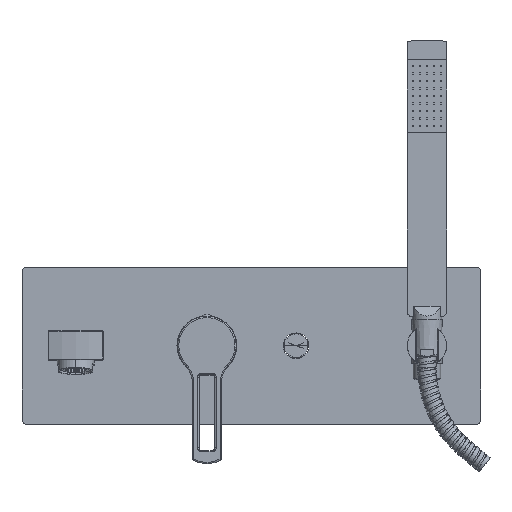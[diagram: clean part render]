
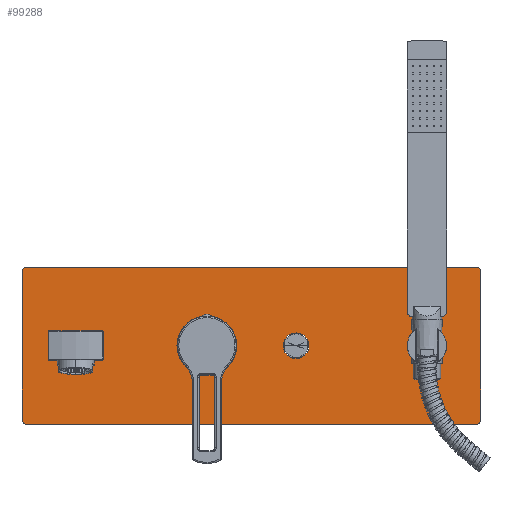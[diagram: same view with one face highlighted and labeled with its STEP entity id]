
A CAD part, top view. The second image highlights one B-rep face of the part: STEP entity #99288.
In plain terms, the highlighted planar face has unit normal (0, 0, 1).
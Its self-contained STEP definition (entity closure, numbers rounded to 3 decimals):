
#57815=CARTESIAN_POINT('',(-137.,-56.,46.));
#57816=DIRECTION('',(0.,0.,1.));
#57817=DIRECTION('',(-1.,0.,0.));
#57818=AXIS2_PLACEMENT_3D('',#57815,#57816,#57817);
#57820=DIRECTION('',(0.,-1.,0.));
#57821=VECTOR('',#57820,112.);
#57822=CARTESIAN_POINT('',(-141.,56.,46.));
#57823=LINE('',#57822,#57821);
#57824=CARTESIAN_POINT('',(-137.,56.,46.));
#57825=DIRECTION('',(0.,0.,1.));
#57826=DIRECTION('',(0.,1.,0.));
#57827=AXIS2_PLACEMENT_3D('',#57824,#57825,#57826);
#57829=DIRECTION('',(-1.,0.,0.));
#57830=VECTOR('',#57829,342.);
#57831=CARTESIAN_POINT('',(205.,60.,46.));
#57832=LINE('',#57831,#57830);
#57833=CARTESIAN_POINT('',(205.,56.,46.));
#57834=DIRECTION('',(0.,0.,1.));
#57835=DIRECTION('',(1.,0.,0.));
#57836=AXIS2_PLACEMENT_3D('',#57833,#57834,#57835);
#57838=DIRECTION('',(0.,1.,0.));
#57839=VECTOR('',#57838,112.);
#57840=CARTESIAN_POINT('',(209.,-56.,46.));
#57841=LINE('',#57840,#57839);
#57842=CARTESIAN_POINT('',(205.,-56.,46.));
#57843=DIRECTION('',(0.,0.,1.));
#57844=DIRECTION('',(0.,-1.,0.));
#57845=AXIS2_PLACEMENT_3D('',#57842,#57843,#57844);
#57847=DIRECTION('',(1.,0.,0.));
#57848=VECTOR('',#57847,342.);
#57849=CARTESIAN_POINT('',(-137.,-60.,46.));
#57850=LINE('',#57849,#57848);
#57851=CARTESIAN_POINT('',(0.,0.,46.));
#57852=DIRECTION('',(0.,0.,-1.));
#57853=DIRECTION('',(0.,1.,0.));
#57854=AXIS2_PLACEMENT_3D('',#57851,#57852,#57853);
#57856=CARTESIAN_POINT('',(0.,0.,46.));
#57857=DIRECTION('',(0.,0.,-1.));
#57858=DIRECTION('',(0.,-1.,0.));
#57859=AXIS2_PLACEMENT_3D('',#57856,#57857,#57858);
#57861=CARTESIAN_POINT('',(68.,0.,46.));
#57862=DIRECTION('',(0.,0.,-1.));
#57863=DIRECTION('',(0.,1.,0.));
#57864=AXIS2_PLACEMENT_3D('',#57861,#57862,#57863);
#57866=CARTESIAN_POINT('',(68.,0.,46.));
#57867=DIRECTION('',(0.,0.,-1.));
#57868=DIRECTION('',(0.,-1.,0.));
#57869=AXIS2_PLACEMENT_3D('',#57866,#57867,#57868);
#57871=CARTESIAN_POINT('',(167.8,0.,46.));
#57872=DIRECTION('',(0.,0.,-1.));
#57873=DIRECTION('',(1.,0.,0.));
#57874=AXIS2_PLACEMENT_3D('',#57871,#57872,#57873);
#57876=CARTESIAN_POINT('',(167.8,0.,46.));
#57877=DIRECTION('',(0.,0.,-1.));
#57878=DIRECTION('',(-1.,0.,0.));
#57879=AXIS2_PLACEMENT_3D('',#57876,#57877,#57878);
#57881=DIRECTION('',(1.,0.,0.));
#57882=VECTOR('',#57881,41.533);
#57883=CARTESIAN_POINT('',(-120.767,-11.,46.));
#57884=LINE('',#57883,#57882);
#57885=CARTESIAN_POINT('',(-100.,0.,46.));
#57886=DIRECTION('',(0.,0.,-1.));
#57887=DIRECTION('',(0.894,-0.449,0.));
#57888=AXIS2_PLACEMENT_3D('',#57885,#57886,#57887);
#57890=DIRECTION('',(0.,1.,0.));
#57891=VECTOR('',#57890,21.095);
#57892=CARTESIAN_POINT('',(-79.,-10.548,46.));
#57893=LINE('',#57892,#57891);
#57894=CARTESIAN_POINT('',(-100.,0.,46.));
#57895=DIRECTION('',(0.,0.,-1.));
#57896=DIRECTION('',(0.884,0.468,0.));
#57897=AXIS2_PLACEMENT_3D('',#57894,#57895,#57896);
#57899=DIRECTION('',(1.,0.,0.));
#57900=VECTOR('',#57899,41.533);
#57901=CARTESIAN_POINT('',(-120.767,11.,46.));
#57902=LINE('',#57901,#57900);
#57903=CARTESIAN_POINT('',(-100.,0.,46.));
#57904=DIRECTION('',(0.,0.,-1.));
#57905=DIRECTION('',(-0.894,0.449,0.));
#57906=AXIS2_PLACEMENT_3D('',#57903,#57904,#57905);
#57908=DIRECTION('',(0.,1.,0.));
#57909=VECTOR('',#57908,21.095);
#57910=CARTESIAN_POINT('',(-121.,-10.548,46.));
#57911=LINE('',#57910,#57909);
#57912=CARTESIAN_POINT('',(-100.,0.,46.));
#57913=DIRECTION('',(0.,0.,-1.));
#57914=DIRECTION('',(-0.884,-0.468,0.));
#57915=AXIS2_PLACEMENT_3D('',#57912,#57913,#57914);
#90012=CARTESIAN_POINT('',(0.,22.8,46.));
#90013=CARTESIAN_POINT('',(0.,-22.8,46.));
#90014=VERTEX_POINT('',#90012);
#90015=VERTEX_POINT('',#90013);
#90016=CARTESIAN_POINT('',(68.,9.75,46.));
#90017=CARTESIAN_POINT('',(68.,-9.75,46.));
#90018=VERTEX_POINT('',#90016);
#90019=VERTEX_POINT('',#90017);
#90036=CARTESIAN_POINT('',(-141.,-56.,46.));
#90037=VERTEX_POINT('',#90036);
#90038=CARTESIAN_POINT('',(-137.,-60.,46.));
#90039=VERTEX_POINT('',#90038);
#90044=CARTESIAN_POINT('',(-137.,60.,46.));
#90045=VERTEX_POINT('',#90044);
#90046=CARTESIAN_POINT('',(-141.,56.,46.));
#90047=VERTEX_POINT('',#90046);
#90052=CARTESIAN_POINT('',(209.,56.,46.));
#90053=VERTEX_POINT('',#90052);
#90054=CARTESIAN_POINT('',(205.,60.,46.));
#90055=VERTEX_POINT('',#90054);
#90060=CARTESIAN_POINT('',(205.,-60.,46.));
#90061=VERTEX_POINT('',#90060);
#90062=CARTESIAN_POINT('',(209.,-56.,46.));
#90063=VERTEX_POINT('',#90062);
#90151=CARTESIAN_POINT('',(182.8,0.,46.));
#90152=CARTESIAN_POINT('',(152.8,0.,46.));
#90153=VERTEX_POINT('',#90151);
#90154=VERTEX_POINT('',#90152);
#91662=CARTESIAN_POINT('',(-120.767,-11.,46.));
#91663=CARTESIAN_POINT('',(-79.233,-11.,46.));
#91664=VERTEX_POINT('',#91662);
#91665=VERTEX_POINT('',#91663);
#91666=CARTESIAN_POINT('',(-120.767,11.,46.));
#91667=CARTESIAN_POINT('',(-79.233,11.,46.));
#91668=VERTEX_POINT('',#91666);
#91669=VERTEX_POINT('',#91667);
#91670=CARTESIAN_POINT('',(-121.,-10.548,46.));
#91671=CARTESIAN_POINT('',(-121.,10.548,46.));
#91672=VERTEX_POINT('',#91670);
#91673=VERTEX_POINT('',#91671);
#91674=CARTESIAN_POINT('',(-79.,-10.548,46.));
#91675=CARTESIAN_POINT('',(-79.,10.548,46.));
#91676=VERTEX_POINT('',#91674);
#91677=VERTEX_POINT('',#91675);
#99231=CARTESIAN_POINT('',(34.,0.,46.));
#99232=DIRECTION('',(0.,0.,1.));
#99233=DIRECTION('',(0.,1.,0.));
#99234=AXIS2_PLACEMENT_3D('',#99231,#99232,#99233);
#99235=PLANE('',#99234);
#99237=ORIENTED_EDGE('',*,*,#99236,.F.);
#99239=ORIENTED_EDGE('',*,*,#99238,.F.);
#99241=ORIENTED_EDGE('',*,*,#99240,.F.);
#99243=ORIENTED_EDGE('',*,*,#99242,.F.);
#99245=ORIENTED_EDGE('',*,*,#99244,.F.);
#99247=ORIENTED_EDGE('',*,*,#99246,.F.);
#99249=ORIENTED_EDGE('',*,*,#99248,.F.);
#99251=ORIENTED_EDGE('',*,*,#99250,.F.);
#99252=EDGE_LOOP('',(#99237,#99239,#99241,#99243,#99245,#99247,#99249,#99251));
#99253=FACE_OUTER_BOUND('',#99252,.F.);
#99255=ORIENTED_EDGE('',*,*,#99254,.F.);
#99257=ORIENTED_EDGE('',*,*,#99256,.F.);
#99258=EDGE_LOOP('',(#99255,#99257));
#99259=FACE_BOUND('',#99258,.F.);
#99261=ORIENTED_EDGE('',*,*,#99260,.F.);
#99263=ORIENTED_EDGE('',*,*,#99262,.F.);
#99264=EDGE_LOOP('',(#99261,#99263));
#99265=FACE_BOUND('',#99264,.F.);
#99267=ORIENTED_EDGE('',*,*,#99266,.F.);
#99269=ORIENTED_EDGE('',*,*,#99268,.F.);
#99270=EDGE_LOOP('',(#99267,#99269));
#99271=FACE_BOUND('',#99270,.F.);
#99272=ORIENTED_EDGE('',*,*,#99173,.T.);
#99274=ORIENTED_EDGE('',*,*,#99273,.F.);
#99276=ORIENTED_EDGE('',*,*,#99275,.T.);
#99278=ORIENTED_EDGE('',*,*,#99277,.F.);
#99280=ORIENTED_EDGE('',*,*,#99279,.F.);
#99282=ORIENTED_EDGE('',*,*,#99281,.F.);
#99284=ORIENTED_EDGE('',*,*,#99283,.F.);
#99285=ORIENTED_EDGE('',*,*,#99212,.F.);
#99286=EDGE_LOOP('',(#99272,#99274,#99276,#99278,#99280,#99282,#99284,#99285));
#99287=FACE_BOUND('',#99286,.F.);
#99288=ADVANCED_FACE('',(#99253,#99259,#99265,#99271,#99287),#99235,.T.);
#57819=CIRCLE('',#57818,4.);
#57828=CIRCLE('',#57827,4.);
#57837=CIRCLE('',#57836,4.);
#57846=CIRCLE('',#57845,4.);
#57855=CIRCLE('',#57854,22.8);
#57860=CIRCLE('',#57859,22.8);
#57865=CIRCLE('',#57864,9.75);
#57870=CIRCLE('',#57869,9.75);
#57875=CIRCLE('',#57874,15.);
#57880=CIRCLE('',#57879,15.);
#57889=CIRCLE('',#57888,23.5);
#57898=CIRCLE('',#57897,23.5);
#57907=CIRCLE('',#57906,23.5);
#57916=CIRCLE('',#57915,23.5);
#99173=EDGE_CURVE('',#91664,#91665,#57884,.T.);
#99212=EDGE_CURVE('',#91664,#91672,#57916,.T.);
#99236=EDGE_CURVE('',#90037,#90039,#57819,.T.);
#99238=EDGE_CURVE('',#90047,#90037,#57823,.T.);
#99240=EDGE_CURVE('',#90045,#90047,#57828,.T.);
#99242=EDGE_CURVE('',#90055,#90045,#57832,.T.);
#99244=EDGE_CURVE('',#90053,#90055,#57837,.T.);
#99246=EDGE_CURVE('',#90063,#90053,#57841,.T.);
#99248=EDGE_CURVE('',#90061,#90063,#57846,.T.);
#99250=EDGE_CURVE('',#90039,#90061,#57850,.T.);
#99254=EDGE_CURVE('',#90014,#90015,#57855,.T.);
#99256=EDGE_CURVE('',#90015,#90014,#57860,.T.);
#99260=EDGE_CURVE('',#90018,#90019,#57865,.T.);
#99262=EDGE_CURVE('',#90019,#90018,#57870,.T.);
#99266=EDGE_CURVE('',#90153,#90154,#57875,.T.);
#99268=EDGE_CURVE('',#90154,#90153,#57880,.T.);
#99273=EDGE_CURVE('',#91676,#91665,#57889,.T.);
#99275=EDGE_CURVE('',#91676,#91677,#57893,.T.);
#99277=EDGE_CURVE('',#91669,#91677,#57898,.T.);
#99279=EDGE_CURVE('',#91668,#91669,#57902,.T.);
#99281=EDGE_CURVE('',#91673,#91668,#57907,.T.);
#99283=EDGE_CURVE('',#91672,#91673,#57911,.T.);
